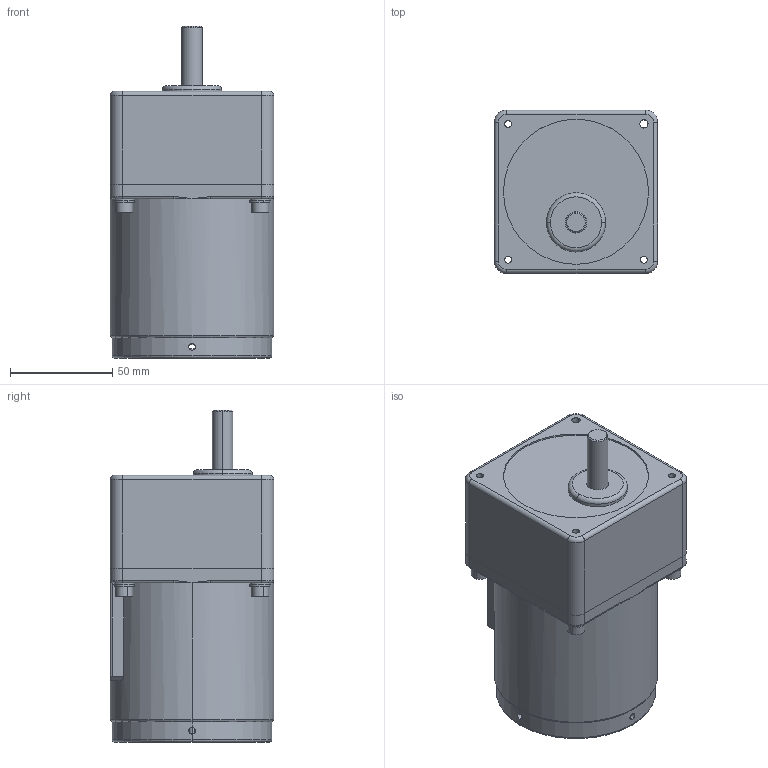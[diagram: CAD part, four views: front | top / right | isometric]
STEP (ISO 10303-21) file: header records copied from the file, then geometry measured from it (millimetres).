
FILE_DESCRIPTION (( 'STEP AP203' ), '1' );
FILE_NAME ('4IK25GN-C+眊极.STEP', '2022-08-25T03:02:02', ( '' ), ( 'Microsoft' ), 'SwSTEP 2.0', 'SolidWorks 2020', '' );
FILE_SCHEMA (( 'CONFIG_CONTROL_DESIGN' ));
Length unit declared in the file: millimetre
Products named in the file (1): 4IK25GN-C+眊极
Bounding box: 80 x 80 x 162.5 mm (x, y, z)
Surface area: 61690.3 mm2 (no closed solid volume)
Topology: 0 solids, 17 shells, 234 faces, 620 edges, 398 vertices
Faces by surface type: cylinder 119, plane 65, cone 24, torus 18, bspline 8
Entity records: 8045 total; most frequent: CARTESIAN_POINT 2135, DIRECTION 1328, ORIENTED_EDGE 1058, EDGE_CURVE 612, AXIS2_PLACEMENT_3D 535, VERTEX_POINT 398, CIRCLE 308, EDGE_LOOP 280
